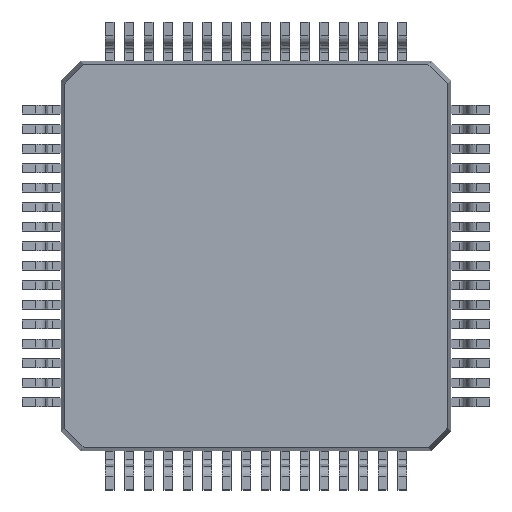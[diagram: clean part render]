
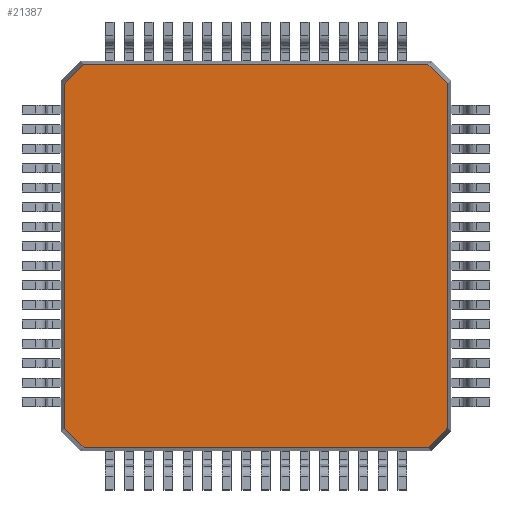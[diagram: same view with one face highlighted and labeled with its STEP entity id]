
A CAD part, front view. The second image highlights one B-rep face of the part: STEP entity #21387.
In plain terms, the highlighted planar face has unit normal (0, -1, 0).
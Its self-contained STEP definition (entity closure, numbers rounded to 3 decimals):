
#137 = CARTESIAN_POINT ( 'NONE',  ( -4.416, 0.15, 4.92 ) ) ;
#266 = CARTESIAN_POINT ( 'NONE',  ( -4.409, 0.15, -4.92 ) ) ;
#407 = VERTEX_POINT ( 'NONE', #13584 ) ;
#697 = CARTESIAN_POINT ( 'NONE',  ( 0., 0.15, -4.92 ) ) ;
#768 = VERTEX_POINT ( 'NONE', #137 ) ;
#833 = VECTOR ( 'NONE', #24311, 1000. ) ;
#993 = DIRECTION ( 'NONE',  ( -1., 0., 0. ) ) ;
#1646 = CARTESIAN_POINT ( 'NONE',  ( 4.416, 0.15, -4.92 ) ) ;
#1720 = DIRECTION ( 'NONE',  ( 1., 0., 0. ) ) ;
#2554 = VERTEX_POINT ( 'NONE', #20713 ) ;
#2577 = ORIENTED_EDGE ( 'NONE', *, *, #28499, .F. ) ;
#3380 = DIRECTION ( 'NONE',  ( -0.702, 0., -0.712 ) ) ;
#4211 = FACE_OUTER_BOUND ( 'NONE', #6961, .T. ) ;
#4723 = VECTOR ( 'NONE', #16794, 1000. ) ;
#5057 = ORIENTED_EDGE ( 'NONE', *, *, #16622, .F. ) ;
#5363 = CARTESIAN_POINT ( 'NONE',  ( 4.409, 0.15, 4.92 ) ) ;
#5614 = VECTOR ( 'NONE', #993, 1000. ) ;
#5625 = EDGE_CURVE ( 'NONE', #12532, #768, #15245, .T. ) ;
#5731 = CARTESIAN_POINT ( 'NONE',  ( 4.92, 0.15, 4.416 ) ) ;
#6090 = LINE ( 'NONE', #10440, #26057 ) ;
#6177 = LINE ( 'NONE', #14745, #4723 ) ;
#6523 = ORIENTED_EDGE ( 'NONE', *, *, #25707, .F. ) ;
#6961 = EDGE_LOOP ( 'NONE', ( #6523, #7245, #18004, #20436, #17815, #5057, #24291, #2577 ) ) ;
#7245 = ORIENTED_EDGE ( 'NONE', *, *, #27448, .F. ) ;
#7719 = EDGE_CURVE ( 'NONE', #2554, #13411, #23742, .T. ) ;
#7837 = DIRECTION ( 'NONE',  ( -0.712, 0., 0.702 ) ) ;
#8969 = VECTOR ( 'NONE', #23692, 1000. ) ;
#9591 = LINE ( 'NONE', #14243, #22726 ) ;
#9715 = AXIS2_PLACEMENT_3D ( 'NONE', #26478, #28812, #15399 ) ;
#9991 = LINE ( 'NONE', #697, #5614 ) ;
#10133 = CARTESIAN_POINT ( 'NONE',  ( 4.92, 0.15, 0. ) ) ;
#10198 = EDGE_CURVE ( 'NONE', #13711, #13305, #27344, .T. ) ;
#10358 = EDGE_CURVE ( 'NONE', #13305, #2554, #14357, .T. ) ;
#10440 = CARTESIAN_POINT ( 'NONE',  ( 0., 0.15, 4.92 ) ) ;
#12532 = VERTEX_POINT ( 'NONE', #15047 ) ;
#13081 = PLANE ( 'NONE',  #9715 ) ;
#13305 = VERTEX_POINT ( 'NONE', #5731 ) ;
#13411 = VERTEX_POINT ( 'NONE', #1646 ) ;
#13584 = CARTESIAN_POINT ( 'NONE',  ( -4.92, 0.15, -4.416 ) ) ;
#13711 = VERTEX_POINT ( 'NONE', #21131 ) ;
#14243 = CARTESIAN_POINT ( 'NONE',  ( -4.409, 0.15, -4.92 ) ) ;
#14357 = LINE ( 'NONE', #10133, #8969 ) ;
#14745 = CARTESIAN_POINT ( 'NONE',  ( -4.92, 0.15, 0. ) ) ;
#15047 = CARTESIAN_POINT ( 'NONE',  ( -4.92, 0.15, 4.409 ) ) ;
#15245 = LINE ( 'NONE', #24157, #833 ) ;
#15399 = DIRECTION ( 'NONE',  ( 0., 0., 1. ) ) ;
#16622 = EDGE_CURVE ( 'NONE', #768, #13711, #6090, .T. ) ;
#16794 = DIRECTION ( 'NONE',  ( 0., 0., 1. ) ) ;
#17815 = ORIENTED_EDGE ( 'NONE', *, *, #10198, .F. ) ;
#18004 = ORIENTED_EDGE ( 'NONE', *, *, #7719, .F. ) ;
#18110 = VECTOR ( 'NONE', #3380, 1000. ) ;
#20129 = VECTOR ( 'NONE', #27496, 1000. ) ;
#20436 = ORIENTED_EDGE ( 'NONE', *, *, #10358, .F. ) ;
#20713 = CARTESIAN_POINT ( 'NONE',  ( 4.92, 0.15, -4.409 ) ) ;
#21131 = CARTESIAN_POINT ( 'NONE',  ( 4.409, 0.15, 4.92 ) ) ;
#21387 = ADVANCED_FACE ( 'NONE', ( #4211 ), #13081, .F. ) ;
#22726 = VECTOR ( 'NONE', #7837, 1000. ) ;
#23692 = DIRECTION ( 'NONE',  ( 0., 0., -1. ) ) ;
#23742 = LINE ( 'NONE', #28245, #18110 ) ;
#24157 = CARTESIAN_POINT ( 'NONE',  ( -4.92, 0.15, 4.409 ) ) ;
#24291 = ORIENTED_EDGE ( 'NONE', *, *, #5625, .F. ) ;
#24311 = DIRECTION ( 'NONE',  ( 0.702, 0., 0.712 ) ) ;
#25707 = EDGE_CURVE ( 'NONE', #27359, #407, #9591, .T. ) ;
#26057 = VECTOR ( 'NONE', #1720, 1000. ) ;
#26478 = CARTESIAN_POINT ( 'NONE',  ( 0., 0.15, 0. ) ) ;
#27344 = LINE ( 'NONE', #5363, #20129 ) ;
#27359 = VERTEX_POINT ( 'NONE', #266 ) ;
#27448 = EDGE_CURVE ( 'NONE', #13411, #27359, #9991, .T. ) ;
#27496 = DIRECTION ( 'NONE',  ( 0.712, 0., -0.702 ) ) ;
#28245 = CARTESIAN_POINT ( 'NONE',  ( 4.92, 0.15, -4.409 ) ) ;
#28499 = EDGE_CURVE ( 'NONE', #407, #12532, #6177, .T. ) ;
#28812 = DIRECTION ( 'NONE',  ( 0., 1., 0. ) ) ;
